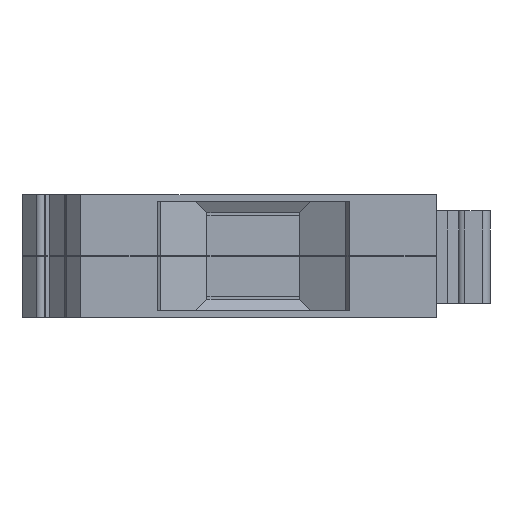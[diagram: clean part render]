
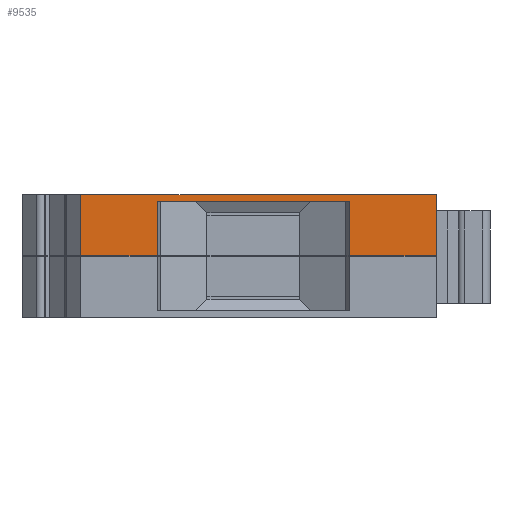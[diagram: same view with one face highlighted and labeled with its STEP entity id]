
A CAD part, left-side view. The second image highlights one B-rep face of the part: STEP entity #9535.
In plain terms, the highlighted planar face has unit normal (-1, 0, 0).
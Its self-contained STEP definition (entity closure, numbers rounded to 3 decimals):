
#1544=ORIENTED_EDGE('',*,*,#3230,.F.);
#1545=ORIENTED_EDGE('',*,*,#3231,.T.);
#1546=ORIENTED_EDGE('',*,*,#3232,.T.);
#1547=ORIENTED_EDGE('',*,*,#3233,.T.);
#1548=ORIENTED_EDGE('',*,*,#3144,.T.);
#1549=ORIENTED_EDGE('',*,*,#3234,.F.);
#1550=ORIENTED_EDGE('',*,*,#3235,.F.);
#1551=ORIENTED_EDGE('',*,*,#3236,.T.);
#3144=EDGE_CURVE('',#3920,#3919,#4653,.T.);
#3230=EDGE_CURVE('',#3977,#3978,#4735,.T.);
#3231=EDGE_CURVE('',#3977,#3979,#4736,.T.);
#3232=EDGE_CURVE('',#3979,#3980,#4737,.T.);
#3233=EDGE_CURVE('',#3980,#3920,#4738,.T.);
#3234=EDGE_CURVE('',#3981,#3919,#4739,.T.);
#3235=EDGE_CURVE('',#3982,#3981,#4740,.T.);
#3236=EDGE_CURVE('',#3982,#3978,#4741,.T.);
#3919=VERTEX_POINT('',#13691);
#3920=VERTEX_POINT('',#13693);
#3977=VERTEX_POINT('',#13862);
#3978=VERTEX_POINT('',#13863);
#3979=VERTEX_POINT('',#13865);
#3980=VERTEX_POINT('',#13867);
#3981=VERTEX_POINT('',#13870);
#3982=VERTEX_POINT('',#13872);
#4653=LINE('',#13692,#5468);
#4735=LINE('',#13861,#5550);
#4736=LINE('',#13864,#5551);
#4737=LINE('',#13866,#5552);
#4738=LINE('',#13868,#5553);
#4739=LINE('',#13869,#5554);
#4740=LINE('',#13871,#5555);
#4741=LINE('',#13873,#5556);
#5468=VECTOR('',#11560,1000.);
#5550=VECTOR('',#11702,1000.);
#5551=VECTOR('',#11703,1000.);
#5552=VECTOR('',#11704,1000.);
#5553=VECTOR('',#11705,1000.);
#5554=VECTOR('',#11706,1000.);
#5555=VECTOR('',#11707,1000.);
#5556=VECTOR('',#11708,1000.);
#5983=EDGE_LOOP('',(#1544,#1545,#1546,#1547,#1548,#1549,#1550,#1551));
#6386=FACE_BOUND('',#5983,.T.);
#6690=PLANE('',#10055);
#9535=ADVANCED_FACE('',(#6386),#6690,.T.);
#10055=AXIS2_PLACEMENT_3D('',#13860,#11700,#11701);
#11560=DIRECTION('',(0.,0.,1.));
#11700=DIRECTION('',(-1.,0.,0.));
#11701=DIRECTION('',(0.,0.,1.));
#11702=DIRECTION('',(0.,0.,-1.));
#11703=DIRECTION('',(0.,-1.,0.));
#11704=DIRECTION('',(0.,0.,-1.));
#11705=DIRECTION('',(0.,-1.,0.));
#11706=DIRECTION('',(0.,-1.,0.));
#11707=DIRECTION('',(0.,0.,1.));
#11708=DIRECTION('',(0.,-1.,0.));
#13691=CARTESIAN_POINT('',(-29.,-28.44,16.51));
#13692=CARTESIAN_POINT('',(-29.,-28.44,8.26));
#13693=CARTESIAN_POINT('',(-29.,-28.44,8.26));
#13860=CARTESIAN_POINT('',(-29.,19.604,8.26));
#13861=CARTESIAN_POINT('',(-29.,9.304,15.61));
#13862=CARTESIAN_POINT('',(-29.,9.304,15.61));
#13863=CARTESIAN_POINT('',(-29.,9.304,8.26));
#13864=CARTESIAN_POINT('',(-29.,9.304,15.61));
#13865=CARTESIAN_POINT('',(-29.,-16.685,15.61));
#13866=CARTESIAN_POINT('',(-29.,-16.685,15.61));
#13867=CARTESIAN_POINT('',(-29.,-16.685,8.26));
#13868=CARTESIAN_POINT('',(-29.,19.604,8.26));
#13869=CARTESIAN_POINT('',(-29.,19.604,16.51));
#13870=CARTESIAN_POINT('',(-29.,19.604,16.51));
#13871=CARTESIAN_POINT('',(-29.,19.604,8.26));
#13872=CARTESIAN_POINT('',(-29.,19.604,8.26));
#13873=CARTESIAN_POINT('',(-29.,19.604,8.26));
